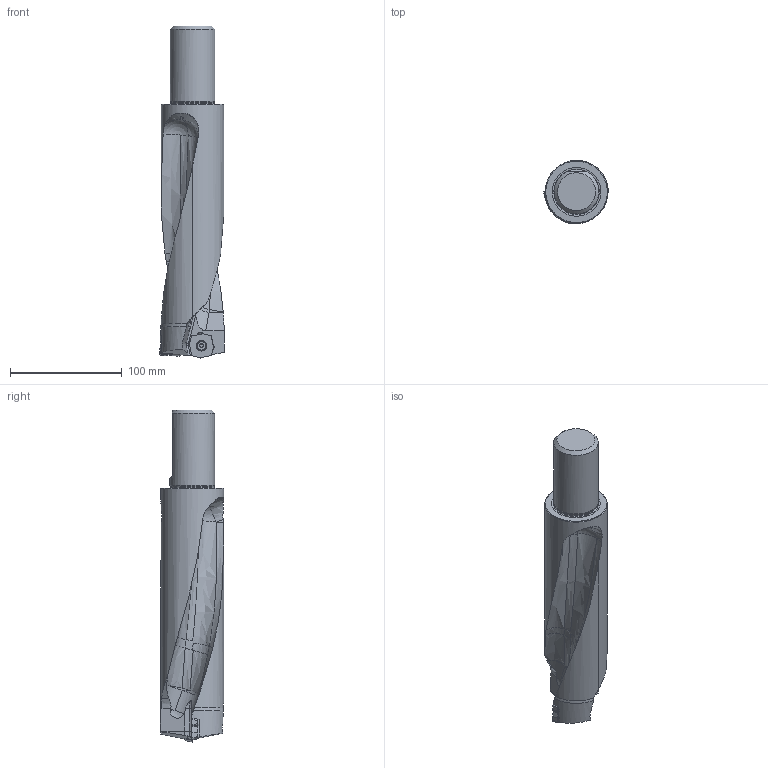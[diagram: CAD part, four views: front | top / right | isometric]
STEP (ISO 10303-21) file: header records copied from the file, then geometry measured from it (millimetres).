
FILE_DESCRIPTION(/* description */ (''),/* implementation_level */ '2;1');
FILE_NAME(/* name */ '62265740_cgr_000~00_214.stp',/* time_stamp */ '2022-10-17T17:14:06+06:00',/* author */ (''),/* organization */ (''),/* preprocessor_version */ 'ST-DEVELOPER v16.7',/* originating_system */ 'SIEMENS PLM Software NX 12.0',/* authorisation */ '');
FILE_SCHEMA (('AUTOMOTIVE_DESIGN { 1 0 10303 214 3 1 1 1 }'));
Length unit declared in the file: millimetre
Products named in the file (1): 62265740_cgr_000~00
Bounding box: 57.99 x 56.6 x 297.32 mm (x, y, z)
Volume: 406621.3 mm3; surface area: 60290.6 mm2
Topology: 5 solids, 5 shells, 308 faces, 912 edges, 686 vertices
Faces by surface type: cylinder 117, plane 103, bspline 42, cone 21, sphere 17, torus 8
Full cylindrical faces by diameter (mm): 5.35 x2, 6 x2, 7.5 x2, 8.5 x2, 9.4 x2, 39.292 x1, 40 x1, 56.2 x1
Entity records: 11652 total; most frequent: CARTESIAN_POINT 3485, DIRECTION 1640, ORIENTED_EDGE 1606, EDGE_CURVE 803, AXIS2_PLACEMENT_3D 651, VERTEX_POINT 540, EDGE_LOOP 345, LINE 338
